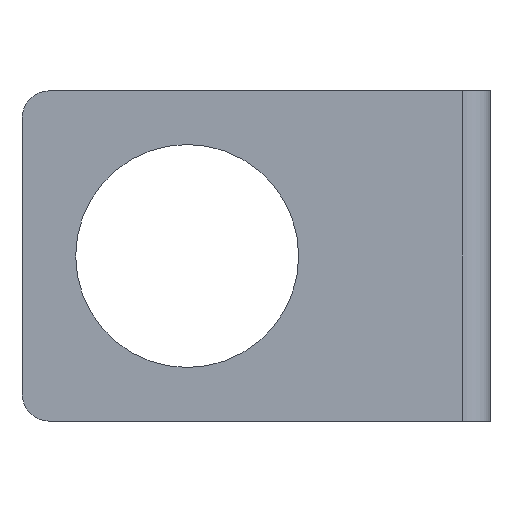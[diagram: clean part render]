
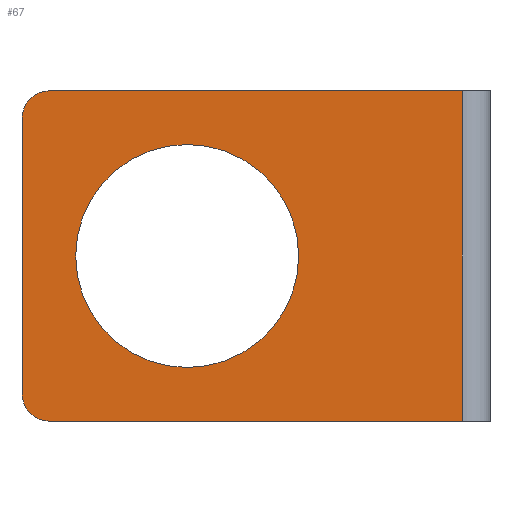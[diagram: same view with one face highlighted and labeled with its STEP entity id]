
A CAD part, left-side view. The second image highlights one B-rep face of the part: STEP entity #67.
In plain terms, the highlighted planar face has unit normal (-1, 0, 0).
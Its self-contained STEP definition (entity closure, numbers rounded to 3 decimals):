
#3 = VERTEX_POINT ( 'NONE', #757 ) ;
#17 = DIRECTION ( 'NONE',  ( -1., 0., 0. ) ) ;
#33 = DIRECTION ( 'NONE',  ( 0., -1., 0. ) ) ;
#34 = EDGE_LOOP ( 'NONE', ( #96, #88 ) ) ;
#49 = VECTOR ( 'NONE', #349, 1000. ) ;
#53 = DIRECTION ( 'NONE',  ( 0., -1., 0. ) ) ;
#59 = EDGE_CURVE ( 'NONE', #931, #501, #239, .T. ) ;
#60 = VERTEX_POINT ( 'NONE', #765 ) ;
#67 = ADVANCED_FACE ( 'PLANAR_0', ( #792, #437 ), #761, .T. ) ;
#82 = CARTESIAN_POINT ( 'NONE',  ( -1., -18.152, -12. ) ) ;
#87 = EDGE_LOOP ( 'NONE', ( #344, #756, #634, #708, #145, #791 ) ) ;
#88 = ORIENTED_EDGE ( 'NONE', *, *, #201, .F. ) ;
#91 = CARTESIAN_POINT ( 'NONE',  ( -1., 13.848, -12. ) ) ;
#96 = ORIENTED_EDGE ( 'NONE', *, *, #422, .F. ) ;
#105 = DIRECTION ( 'NONE',  ( 0., -1., 0. ) ) ;
#123 = CIRCLE ( 'NONE', #550, 2. ) ;
#130 = CARTESIAN_POINT ( 'NONE',  ( -1., 13.848, 10. ) ) ;
#145 = ORIENTED_EDGE ( 'NONE', *, *, #584, .F. ) ;
#153 = DIRECTION ( 'NONE',  ( 0., -1., 0. ) ) ;
#173 = VECTOR ( 'NONE', #153, 1000. ) ;
#193 = VECTOR ( 'NONE', #105, 1000. ) ;
#197 = VERTEX_POINT ( 'NONE', #130 ) ;
#201 = EDGE_CURVE ( 'NONE', #610, #807, #236, .T. ) ;
#217 = LINE ( 'NONE', #735, #770 ) ;
#236 = CIRCLE ( 'NONE', #859, 8.1 ) ;
#239 = LINE ( 'NONE', #270, #49 ) ;
#258 = CARTESIAN_POINT ( 'NONE',  ( -1., 11.848, -10. ) ) ;
#270 = CARTESIAN_POINT ( 'NONE',  ( -1., -18.152, -12. ) ) ;
#299 = DIRECTION ( 'NONE',  ( -1., 0., 0. ) ) ;
#310 = CARTESIAN_POINT ( 'NONE',  ( -1., -18.152, 12. ) ) ;
#324 = CARTESIAN_POINT ( 'NONE',  ( -1., 13.848, 12. ) ) ;
#337 = DIRECTION ( 'NONE',  ( 0., -1., 0. ) ) ;
#344 = ORIENTED_EDGE ( 'NONE', *, *, #572, .F. ) ;
#349 = DIRECTION ( 'NONE',  ( 0., 0., 1. ) ) ;
#358 = EDGE_CURVE ( 'NONE', #3, #559, #123, .T. ) ;
#418 = CARTESIAN_POINT ( 'NONE',  ( -1., 13.848, -12. ) ) ;
#422 = EDGE_CURVE ( 'NONE', #807, #610, #651, .T. ) ;
#437 = FACE_OUTER_BOUND ( 'NONE', #87, .T. ) ;
#457 = CARTESIAN_POINT ( 'NONE',  ( -1., 1.848, 0. ) ) ;
#473 = DIRECTION ( 'NONE',  ( -1., 0., 0. ) ) ;
#479 = AXIS2_PLACEMENT_3D ( 'NONE', #418, #489, #53 ) ;
#489 = DIRECTION ( 'NONE',  ( -1., 0., 0. ) ) ;
#498 = EDGE_CURVE ( 'NONE', #559, #931, #558, .T. ) ;
#501 = VERTEX_POINT ( 'NONE', #310 ) ;
#525 = DIRECTION ( 'NONE',  ( 0., -1., 0. ) ) ;
#550 = AXIS2_PLACEMENT_3D ( 'NONE', #258, #754, #337 ) ;
#553 = CIRCLE ( 'NONE', #579, 2. ) ;
#558 = LINE ( 'NONE', #91, #173 ) ;
#559 = VERTEX_POINT ( 'NONE', #815 ) ;
#572 = EDGE_CURVE ( 'NONE', #3, #197, #217, .T. ) ;
#579 = AXIS2_PLACEMENT_3D ( 'NONE', #896, #473, #33 ) ;
#584 = EDGE_CURVE ( 'NONE', #60, #501, #795, .T. ) ;
#610 = VERTEX_POINT ( 'NONE', #675 ) ;
#633 = EDGE_CURVE ( 'NONE', #60, #197, #553, .T. ) ;
#634 = ORIENTED_EDGE ( 'NONE', *, *, #498, .T. ) ;
#647 = AXIS2_PLACEMENT_3D ( 'NONE', #717, #299, #798 ) ;
#651 = CIRCLE ( 'NONE', #647, 8.1 ) ;
#675 = CARTESIAN_POINT ( 'NONE',  ( -1., 1.848, 8.1 ) ) ;
#708 = ORIENTED_EDGE ( 'NONE', *, *, #59, .T. ) ;
#717 = CARTESIAN_POINT ( 'NONE',  ( -1., 1.848, 0. ) ) ;
#735 = CARTESIAN_POINT ( 'NONE',  ( -1., 13.848, -12. ) ) ;
#754 = DIRECTION ( 'NONE',  ( -1., 0., 0. ) ) ;
#756 = ORIENTED_EDGE ( 'NONE', *, *, #358, .T. ) ;
#757 = CARTESIAN_POINT ( 'NONE',  ( -1., 13.848, -10. ) ) ;
#761 = PLANE ( 'NONE',  #479 ) ;
#765 = CARTESIAN_POINT ( 'NONE',  ( -1., 11.848, 12. ) ) ;
#770 = VECTOR ( 'NONE', #887, 1000. ) ;
#791 = ORIENTED_EDGE ( 'NONE', *, *, #633, .T. ) ;
#792 = FACE_BOUND ( 'NONE', #34, .T. ) ;
#795 = LINE ( 'NONE', #324, #193 ) ;
#798 = DIRECTION ( 'NONE',  ( 0., -1., 0. ) ) ;
#807 = VERTEX_POINT ( 'NONE', #909 ) ;
#815 = CARTESIAN_POINT ( 'NONE',  ( -1., 11.848, -12. ) ) ;
#859 = AXIS2_PLACEMENT_3D ( 'NONE', #457, #17, #525 ) ;
#887 = DIRECTION ( 'NONE',  ( 0., 0., 1. ) ) ;
#896 = CARTESIAN_POINT ( 'NONE',  ( -1., 11.848, 10. ) ) ;
#909 = CARTESIAN_POINT ( 'NONE',  ( -1., 1.848, -8.1 ) ) ;
#931 = VERTEX_POINT ( 'NONE', #82 ) ;
